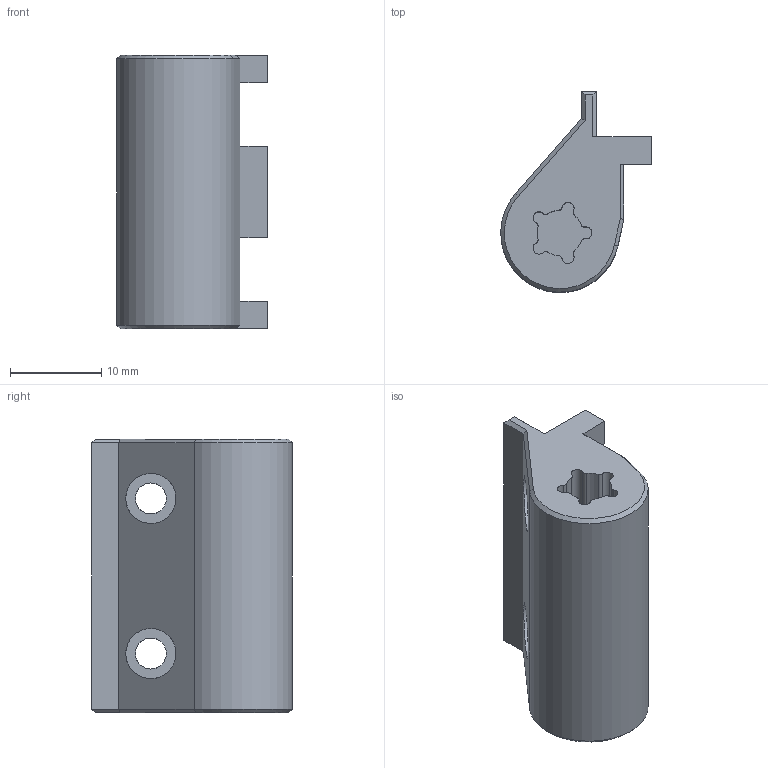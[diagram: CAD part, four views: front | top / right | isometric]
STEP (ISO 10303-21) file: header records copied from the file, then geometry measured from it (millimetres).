
FILE_DESCRIPTION(/* description */ (''),/* implementation_level */ '2;1');
FILE_NAME(/* name */ 'mini_fridge_bottom_latch_right.step',/* time_stamp */ '2023-11-14T12:37:17-08:00',/* author */ (''),/* organization */ (''),/* preprocessor_version */ 'ST-DEVELOPER v20',/* originating_system */ 'Autodesk Translation Framework v12.14.0.127',/* authorisation */ '');
FILE_SCHEMA (('AUTOMOTIVE_DESIGN { 1 0 10303 214 3 1 1 }'));
Length unit declared in the file: millimetre
Products named in the file (1): mini_fridge_bottom_latch_right
Bounding box: 16.5 x 22.02 x 30 mm (x, y, z)
Volume: 4925.9 mm3; surface area: 2993.2 mm2
Topology: 1 solids, 1 shells, 63 faces, 168 edges, 108 vertices
Faces by surface type: plane 36, cylinder 25, cone 2
Full cylindrical faces by diameter (mm): 3.4 x2, 5.5 x2
Entity records: 2003 total; most frequent: DIRECTION 352, CARTESIAN_POINT 340, ORIENTED_EDGE 336, EDGE_CURVE 168, AXIS2_PLACEMENT_3D 120, LINE 112, VECTOR 112, VERTEX_POINT 108
